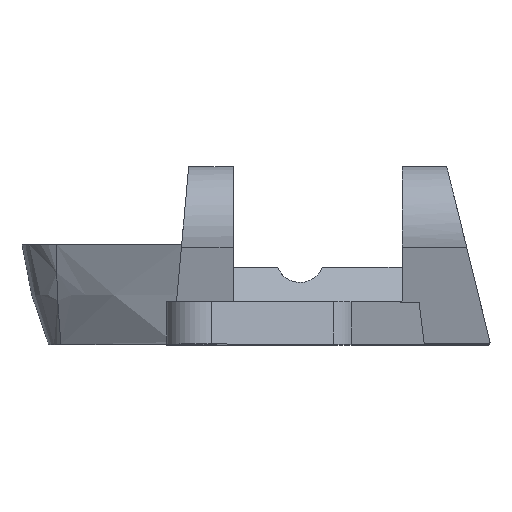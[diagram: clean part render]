
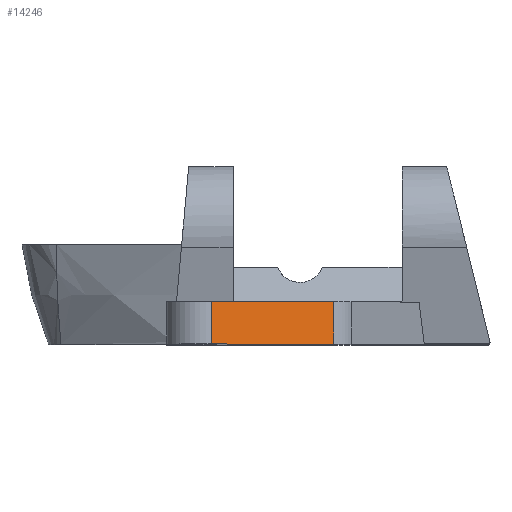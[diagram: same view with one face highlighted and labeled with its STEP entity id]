
A CAD part, top view. The second image highlights one B-rep face of the part: STEP entity #14246.
In plain terms, the highlighted planar face has unit normal (0.342, 0, 0.94).
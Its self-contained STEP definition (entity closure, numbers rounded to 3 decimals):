
#1506 = PLANE('',#1507);
#1507 = AXIS2_PLACEMENT_3D('',#1508,#1509,#1510);
#1508 = CARTESIAN_POINT('',(-277.528,22.8,20.271));
#1509 = DIRECTION('',(0.,1.,0.));
#1510 = DIRECTION('',(0.,0.,1.));
#6837 = VERTEX_POINT('',#6838);
#6838 = CARTESIAN_POINT('',(-284.975,22.8,37.819));
#6853 = CYLINDRICAL_SURFACE('',#6854,3.);
#6854 = AXIS2_PLACEMENT_3D('',#6855,#6856,#6857);
#6855 = CARTESIAN_POINT('',(-286.,19.,35.));
#6856 = DIRECTION('',(0.,-1.,0.));
#6857 = DIRECTION('',(0.,0.,1.));
#6865 = EDGE_CURVE('',#6837,#6866,#6868,.T.);
#6866 = VERTEX_POINT('',#6867);
#6867 = CARTESIAN_POINT('',(-273.975,22.8,33.819));
#6868 = SURFACE_CURVE('',#6869,(#6873,#6880),.PCURVE_S1.);
#6869 = LINE('',#6870,#6871);
#6870 = CARTESIAN_POINT('',(-284.975,22.8,37.819));
#6871 = VECTOR('',#6872,1.);
#6872 = DIRECTION('',(0.94,0.,-0.342
    ));
#6873 = PCURVE('',#1506,#6874);
#6874 = DEFINITIONAL_REPRESENTATION('',(#6875),#6879);
#6875 = LINE('',#6876,#6877);
#6876 = CARTESIAN_POINT('',(17.548,-7.446));
#6877 = VECTOR('',#6878,1.);
#6878 = DIRECTION('',(-0.342,0.94));
#6879 = ( GEOMETRIC_REPRESENTATION_CONTEXT(2) 
PARAMETRIC_REPRESENTATION_CONTEXT() REPRESENTATION_CONTEXT('2D SPACE',''
  ) );
#6880 = PCURVE('',#6881,#6886);
#6881 = PLANE('',#6882);
#6882 = AXIS2_PLACEMENT_3D('',#6883,#6884,#6885);
#6883 = CARTESIAN_POINT('',(-284.975,19.,37.819));
#6884 = DIRECTION('',(-0.342,0.,
    -0.94));
#6885 = DIRECTION('',(0.94,0.,-0.342
    ));
#6886 = DEFINITIONAL_REPRESENTATION('',(#6887),#6891);
#6887 = LINE('',#6888,#6889);
#6888 = CARTESIAN_POINT('',(0.,-3.8));
#6889 = VECTOR('',#6890,1.);
#6890 = DIRECTION('',(1.,0.));
#6891 = ( GEOMETRIC_REPRESENTATION_CONTEXT(2) 
PARAMETRIC_REPRESENTATION_CONTEXT() REPRESENTATION_CONTEXT('2D SPACE',''
  ) );
#6910 = CYLINDRICAL_SURFACE('',#6911,3.);
#6911 = AXIS2_PLACEMENT_3D('',#6912,#6913,#6914);
#6912 = CARTESIAN_POINT('',(-275.,19.,31.));
#6913 = DIRECTION('',(0.,-1.,0.));
#6914 = DIRECTION('',(0.,0.,1.));
#7497 = PLANE('',#7498);
#7498 = AXIS2_PLACEMENT_3D('',#7499,#7500,#7501);
#7499 = CARTESIAN_POINT('',(-276.023,19.,17.531));
#7500 = DIRECTION('',(0.,-1.,0.));
#7501 = DIRECTION('',(0.,0.,-1.));
#14196 = EDGE_CURVE('',#14197,#6866,#14199,.T.);
#14197 = VERTEX_POINT('',#14198);
#14198 = CARTESIAN_POINT('',(-273.975,19.,33.819));
#14199 = SURFACE_CURVE('',#14200,(#14204,#14211),.PCURVE_S1.);
#14200 = LINE('',#14201,#14202);
#14201 = CARTESIAN_POINT('',(-273.975,19.,33.819));
#14202 = VECTOR('',#14203,1.);
#14203 = DIRECTION('',(0.,1.,0.));
#14204 = PCURVE('',#6910,#14205);
#14205 = DEFINITIONAL_REPRESENTATION('',(#14206),#14210);
#14206 = LINE('',#14207,#14208);
#14207 = CARTESIAN_POINT('',(-0.349,0.));
#14208 = VECTOR('',#14209,1.);
#14209 = DIRECTION('',(-0.,-1.));
#14210 = ( GEOMETRIC_REPRESENTATION_CONTEXT(2) 
PARAMETRIC_REPRESENTATION_CONTEXT() REPRESENTATION_CONTEXT('2D SPACE',''
  ) );
#14211 = PCURVE('',#6881,#14212);
#14212 = DEFINITIONAL_REPRESENTATION('',(#14213),#14217);
#14213 = LINE('',#14214,#14215);
#14214 = CARTESIAN_POINT('',(11.705,0.));
#14215 = VECTOR('',#14216,1.);
#14216 = DIRECTION('',(0.,-1.));
#14217 = ( GEOMETRIC_REPRESENTATION_CONTEXT(2) 
PARAMETRIC_REPRESENTATION_CONTEXT() REPRESENTATION_CONTEXT('2D SPACE',''
  ) );
#14246 = ADVANCED_FACE('',(#14247),#6881,.F.);
#14247 = FACE_BOUND('',#14248,.F.);
#14248 = EDGE_LOOP('',(#14249,#14272,#14273,#14274));
#14249 = ORIENTED_EDGE('',*,*,#14250,.T.);
#14250 = EDGE_CURVE('',#14251,#6837,#14253,.T.);
#14251 = VERTEX_POINT('',#14252);
#14252 = CARTESIAN_POINT('',(-284.975,19.,37.819));
#14253 = SURFACE_CURVE('',#14254,(#14258,#14265),.PCURVE_S1.);
#14254 = LINE('',#14255,#14256);
#14255 = CARTESIAN_POINT('',(-284.975,19.,37.819));
#14256 = VECTOR('',#14257,1.);
#14257 = DIRECTION('',(0.,1.,0.));
#14258 = PCURVE('',#6881,#14259);
#14259 = DEFINITIONAL_REPRESENTATION('',(#14260),#14264);
#14260 = LINE('',#14261,#14262);
#14261 = CARTESIAN_POINT('',(0.,-0.));
#14262 = VECTOR('',#14263,1.);
#14263 = DIRECTION('',(0.,-1.));
#14264 = ( GEOMETRIC_REPRESENTATION_CONTEXT(2) 
PARAMETRIC_REPRESENTATION_CONTEXT() REPRESENTATION_CONTEXT('2D SPACE',''
  ) );
#14265 = PCURVE('',#6853,#14266);
#14266 = DEFINITIONAL_REPRESENTATION('',(#14267),#14271);
#14267 = LINE('',#14268,#14269);
#14268 = CARTESIAN_POINT('',(-6.632,0.));
#14269 = VECTOR('',#14270,1.);
#14270 = DIRECTION('',(-0.,-1.));
#14271 = ( GEOMETRIC_REPRESENTATION_CONTEXT(2) 
PARAMETRIC_REPRESENTATION_CONTEXT() REPRESENTATION_CONTEXT('2D SPACE',''
  ) );
#14272 = ORIENTED_EDGE('',*,*,#6865,.T.);
#14273 = ORIENTED_EDGE('',*,*,#14196,.F.);
#14274 = ORIENTED_EDGE('',*,*,#14275,.F.);
#14275 = EDGE_CURVE('',#14251,#14197,#14276,.T.);
#14276 = SURFACE_CURVE('',#14277,(#14281,#14288),.PCURVE_S1.);
#14277 = LINE('',#14278,#14279);
#14278 = CARTESIAN_POINT('',(-284.975,19.,37.819));
#14279 = VECTOR('',#14280,1.);
#14280 = DIRECTION('',(0.94,0.,
    -0.342));
#14281 = PCURVE('',#6881,#14282);
#14282 = DEFINITIONAL_REPRESENTATION('',(#14283),#14287);
#14283 = LINE('',#14284,#14285);
#14284 = CARTESIAN_POINT('',(0.,-0.));
#14285 = VECTOR('',#14286,1.);
#14286 = DIRECTION('',(1.,0.));
#14287 = ( GEOMETRIC_REPRESENTATION_CONTEXT(2) 
PARAMETRIC_REPRESENTATION_CONTEXT() REPRESENTATION_CONTEXT('2D SPACE',''
  ) );
#14288 = PCURVE('',#7497,#14289);
#14289 = DEFINITIONAL_REPRESENTATION('',(#14290),#14294);
#14290 = LINE('',#14291,#14292);
#14291 = CARTESIAN_POINT('',(-20.289,-8.952));
#14292 = VECTOR('',#14293,1.);
#14293 = DIRECTION('',(0.342,0.94));
#14294 = ( GEOMETRIC_REPRESENTATION_CONTEXT(2) 
PARAMETRIC_REPRESENTATION_CONTEXT() REPRESENTATION_CONTEXT('2D SPACE',''
  ) );
